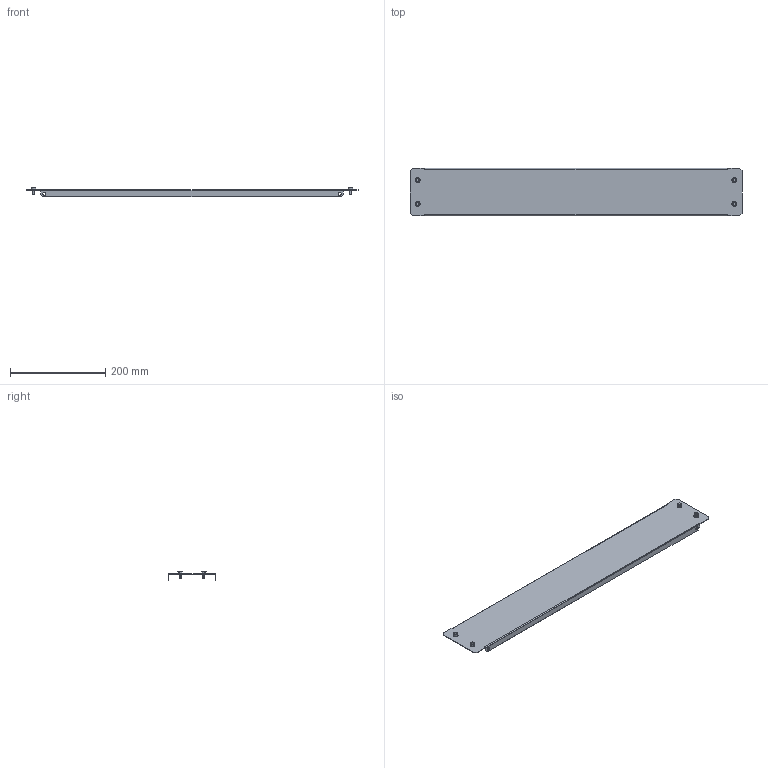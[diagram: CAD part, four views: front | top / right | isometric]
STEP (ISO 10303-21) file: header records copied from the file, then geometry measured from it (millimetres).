
FILE_DESCRIPTION (( 'STEP AP203' ), '1' );
FILE_NAME ('MA1.400.080001.01.00 Ïëàñòðîí Â100 Ø800 EKF AleSta-FP10M800.STEP', '2024-06-05T16:55:32', ( '' ), ( '' ), 'SwSTEP 2.0', 'SolidWorks 2021', '' );
FILE_SCHEMA (( 'CONFIG_CONTROL_DESIGN' ));
Length unit declared in the file: millimetre
Products named in the file (4): MA1.400.080001.01.00 Ïëàñòðîí Â100 Ø800 EKF AleSta-FP10M800; øàéáà êîíòàêòíàÿ ñòîïîðíàÿ ñ íàñå÷êîé îöèíêîâàííàÿ ñòàëü Ì5; MA1.400.060000.01.01 Ïëàñòðîí Â50 Ø600 EKF AleSta_Copy of ˜=800; Âèíò_ðåçüáîâûäàâëèâàþùèé_Ì5õ12_DIN 7500E_Œ5å12
Assembly tree (9 placements, depth 2):
  MA1.400.080001.01.00 Ïëàñòðîí Â100 Ø800 EKF AleSta-FP10M800
    MA1.400.060000.01.01 Ïëàñòðîí Â50 Ø600 EKF AleSta_Copy of ˜=800
    øàéáà êîíòàêòíàÿ ñòîïîðíàÿ ñ íàñå÷êîé îöèíêîâàííàÿ ñòàëü Ì5  x4
    Âèíò_ðåçüáîâûäàâëèâàþùèé_Ì5õ12_DIN 7500E_Œ5å12  x4
Bounding box: 696 x 99 x 19.2 mm (x, y, z)
Volume: 86162.3 mm3; surface area: 173018.1 mm2
Topology: 9 solids, 9 shells, 338 faces, 924 edges, 608 vertices
Faces by surface type: plane 278, cylinder 52, cone 8
Entity records: 4752 total; most frequent: DIRECTION 746, CARTESIAN_POINT 727, ORIENTED_EDGE 708, EDGE_CURVE 354, AXIS2_PLACEMENT_3D 249, LINE 248, VECTOR 248, VERTEX_POINT 230
